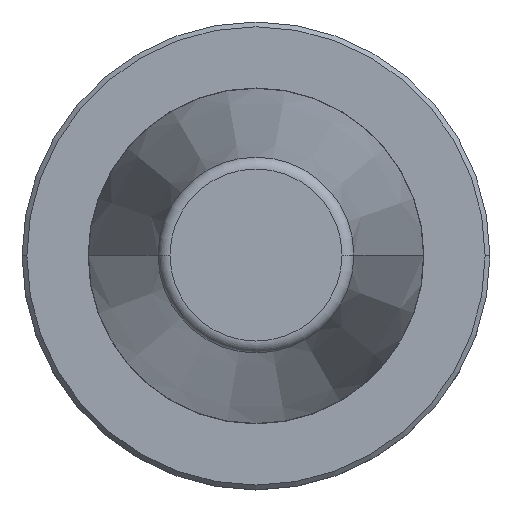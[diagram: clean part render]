
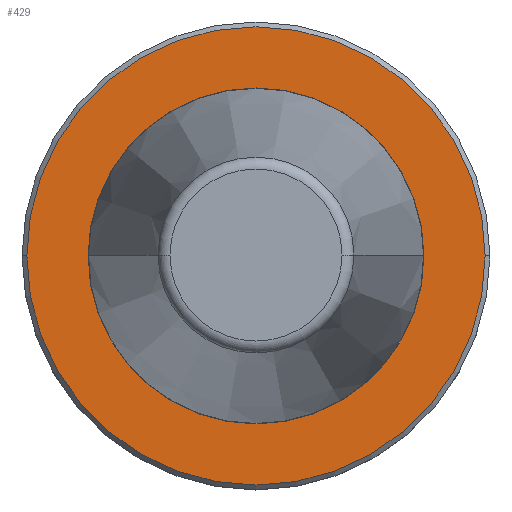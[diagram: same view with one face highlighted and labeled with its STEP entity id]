
A CAD part, top view. The second image highlights one B-rep face of the part: STEP entity #429.
In plain terms, the highlighted planar face has unit normal (0, 0, 1).
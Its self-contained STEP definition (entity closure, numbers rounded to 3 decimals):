
#39 = VERTEX_POINT ( 'NONE', #989 ) ;
#135 = CIRCLE ( 'NONE', #952, 47.75 ) ;
#145 = CARTESIAN_POINT ( 'NONE',  ( 0., 0., -3.2 ) ) ;
#179 = VERTEX_POINT ( 'NONE', #248 ) ;
#210 = VERTEX_POINT ( 'NONE', #376 ) ;
#211 = CIRCLE ( 'NONE', #642, 47.75 ) ;
#214 = DIRECTION ( 'NONE',  ( 0., 0., 1. ) ) ;
#248 = CARTESIAN_POINT ( 'NONE',  ( 35., 0., -3.2 ) ) ;
#261 = EDGE_LOOP ( 'NONE', ( #639, #663 ) ) ;
#267 = CIRCLE ( 'NONE', #778, 35. ) ;
#293 = CARTESIAN_POINT ( 'NONE',  ( 0., 0., -3.2 ) ) ;
#343 = ORIENTED_EDGE ( 'NONE', *, *, #897, .F. ) ;
#374 = FACE_OUTER_BOUND ( 'NONE', #261, .T. ) ;
#376 = CARTESIAN_POINT ( 'NONE',  ( 47.75, 0., -3.2 ) ) ;
#379 = DIRECTION ( 'NONE',  ( 1., 0., 0. ) ) ;
#391 = EDGE_LOOP ( 'NONE', ( #894, #343 ) ) ;
#429 = ADVANCED_FACE ( 'NONE', ( #979, #374 ), #988, .F. ) ;
#497 = VERTEX_POINT ( 'NONE', #962 ) ;
#541 = CARTESIAN_POINT ( 'NONE',  ( 0., 47.75, -3.2 ) ) ;
#590 = DIRECTION ( 'NONE',  ( 0., 0., 1. ) ) ;
#637 = AXIS2_PLACEMENT_3D ( 'NONE', #541, #840, #924 ) ;
#639 = ORIENTED_EDGE ( 'NONE', *, *, #669, .T. ) ;
#642 = AXIS2_PLACEMENT_3D ( 'NONE', #735, #214, #661 ) ;
#649 = DIRECTION ( 'NONE',  ( 0., 0., 1. ) ) ;
#661 = DIRECTION ( 'NONE',  ( 1., 0., 0. ) ) ;
#663 = ORIENTED_EDGE ( 'NONE', *, *, #717, .T. ) ;
#665 = CARTESIAN_POINT ( 'NONE',  ( 0., 0., -3.2 ) ) ;
#669 = EDGE_CURVE ( 'NONE', #39, #210, #211, .T. ) ;
#698 = EDGE_CURVE ( 'NONE', #179, #497, #715, .T. ) ;
#708 = DIRECTION ( 'NONE',  ( 1., 0., 0. ) ) ;
#715 = CIRCLE ( 'NONE', #856, 35. ) ;
#717 = EDGE_CURVE ( 'NONE', #210, #39, #135, .T. ) ;
#735 = CARTESIAN_POINT ( 'NONE',  ( 0., 0., -3.2 ) ) ;
#778 = AXIS2_PLACEMENT_3D ( 'NONE', #665, #906, #817 ) ;
#817 = DIRECTION ( 'NONE',  ( 1., 0., 0. ) ) ;
#840 = DIRECTION ( 'NONE',  ( 0., 0., -1. ) ) ;
#856 = AXIS2_PLACEMENT_3D ( 'NONE', #145, #590, #708 ) ;
#894 = ORIENTED_EDGE ( 'NONE', *, *, #698, .F. ) ;
#897 = EDGE_CURVE ( 'NONE', #497, #179, #267, .T. ) ;
#906 = DIRECTION ( 'NONE',  ( 0., 0., 1. ) ) ;
#924 = DIRECTION ( 'NONE',  ( -1., 0., 0. ) ) ;
#952 = AXIS2_PLACEMENT_3D ( 'NONE', #293, #649, #379 ) ;
#962 = CARTESIAN_POINT ( 'NONE',  ( -35., 0., -3.2 ) ) ;
#979 = FACE_BOUND ( 'NONE', #391, .T. ) ;
#988 = PLANE ( 'NONE',  #637 ) ;
#989 = CARTESIAN_POINT ( 'NONE',  ( -47.75, 0., -3.2 ) ) ;
